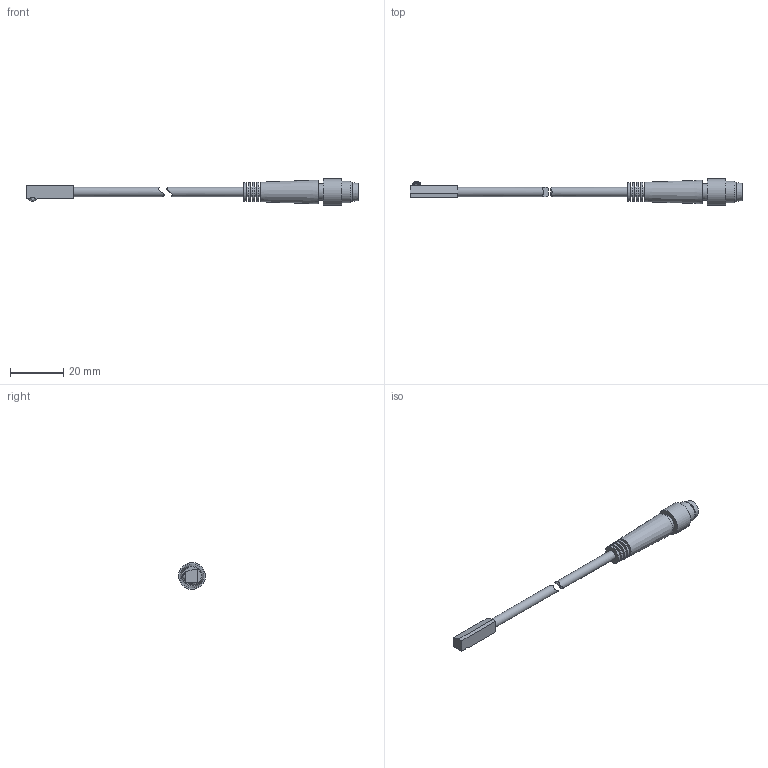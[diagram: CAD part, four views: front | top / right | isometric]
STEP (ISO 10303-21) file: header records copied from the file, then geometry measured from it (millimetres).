
FILE_DESCRIPTION((''),'2;1');
FILE_NAME('MZ070186.stp','2009-06-04T08:10:56',('cad'),(''),'Autodesk Inventor 11','Autodesk Inventor 11','');
FILE_SCHEMA(('AUTOMOTIVE_DESIGN { 1 0 10303 214 1 1 1 1 }'));
Length unit declared in the file: millimetre
Products named in the file (3): MZ070176; Bauteil14_1; Bauteil14_2
Assembly tree (2 placements, depth 2):
  MZ070176
    Bauteil14_1
    Bauteil14_2
Bounding box: 125.13 x 10.08 x 10.08 mm (x, y, z)
Volume: 3039.6 mm3; surface area: 2723 mm2
Topology: 2 solids, 2 shells, 66 faces, 145 edges, 97 vertices
Faces by surface type: plane 32, cylinder 18, cone 11, sphere 3, bspline 2
Full cylindrical faces by diameter (mm): 1 x3, 3.5 x6, 5.8 x1, 6.4 x2, 8 x1, 10.1 x1
Entity records: 1905 total; most frequent: CARTESIAN_POINT 495, DIRECTION 295, ORIENTED_EDGE 220, AXIS2_PLACEMENT_3D 132, EDGE_CURVE 110, EDGE_LOOP 110, VERTEX_POINT 92, FACE_OUTER_BOUND 66
